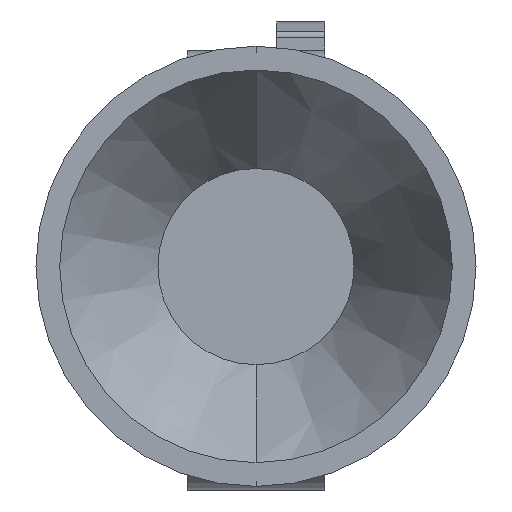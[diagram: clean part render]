
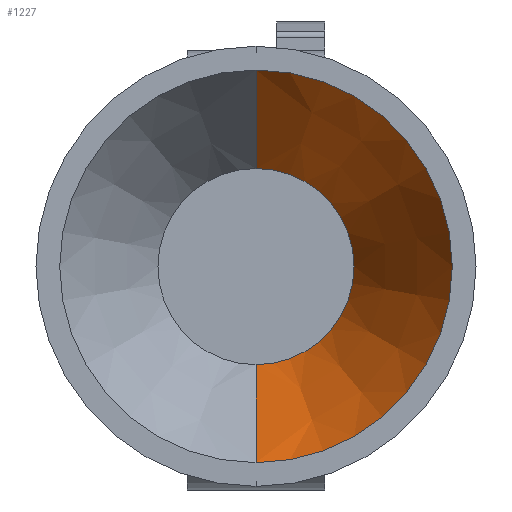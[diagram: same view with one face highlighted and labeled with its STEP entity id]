
A CAD part, top view. The second image highlights one B-rep face of the part: STEP entity #1227.
In plain terms, the highlighted conical face has half-angle 29.745 degrees and reference radius 10.701 mm.
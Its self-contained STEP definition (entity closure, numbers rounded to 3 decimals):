
#1227=ADVANCED_FACE('',(#3613),#3614,.F.);
#1783=VERTEX_POINT('',#4382);
#1785=VERTEX_POINT('',#4384);
#1787=EDGE_CURVE('',#1783,#1785,#4386,.T.);
#1789=VERTEX_POINT('',#4388);
#1791=EDGE_CURVE('',#1789,#1783,#4390,.T.);
#1793=VERTEX_POINT('',#4392);
#1795=EDGE_CURVE('',#1793,#1789,#4394,.T.);
#1797=EDGE_CURVE('',#1793,#1785,#4396,.T.);
#3613=FACE_OUTER_BOUND('',#6202,.T.);
#3614=CONICAL_SURFACE('',#6203,10.701,0.519);
#4382=CARTESIAN_POINT('',(16.0,23.13,178.415));
#4384=CARTESIAN_POINT('',(16.0,30.272,190.915));
#4386=LINE('',#7038,#7039);
#4388=CARTESIAN_POINT('',(16.0,8.87,178.415));
#4390=CIRCLE('',#7044,7.13);
#4392=CARTESIAN_POINT('',(16.0,1.728,190.915));
#4394=LINE('',#7049,#7050);
#4396=CIRCLE('',#7053,14.272);
#6202=EDGE_LOOP('',(#9937,#9938,#9939,#9940));
#6203=AXIS2_PLACEMENT_3D('',#9941,#9942,#9943);
#7038=CARTESIAN_POINT('',(16.0,26.701,184.665));
#7039=VECTOR('',#11953,1.0);
#7044=AXIS2_PLACEMENT_3D('',#11954,#11955,#11956);
#7049=CARTESIAN_POINT('',(16.0,5.299,184.665));
#7050=VECTOR('',#11957,1.0);
#7053=AXIS2_PLACEMENT_3D('',#11958,#11959,#11960);
#9937=ORIENTED_EDGE('',*,*,#1787,.F.);
#9938=ORIENTED_EDGE('',*,*,#1791,.F.);
#9939=ORIENTED_EDGE('',*,*,#1795,.F.);
#9940=ORIENTED_EDGE('',*,*,#1797,.T.);
#9941=CARTESIAN_POINT('',(16.0,16.0,184.665));
#9942=DIRECTION('',(-0.0,-0.0,1.0));
#9943=DIRECTION('',(0.0,1.0,0.0));
#11953=DIRECTION('',(0.,0.496,0.868));
#11954=CARTESIAN_POINT('',(16.0,16.0,178.415));
#11955=DIRECTION('',(0.0,-0.0,1.0));
#11956=DIRECTION('',(0.0,1.0,0.0));
#11957=DIRECTION('',(0.,0.496,-0.868));
#11958=CARTESIAN_POINT('',(16.0,16.0,190.915));
#11959=DIRECTION('',(0.0,-0.0,1.0));
#11960=DIRECTION('',(0.0,1.0,0.0));
